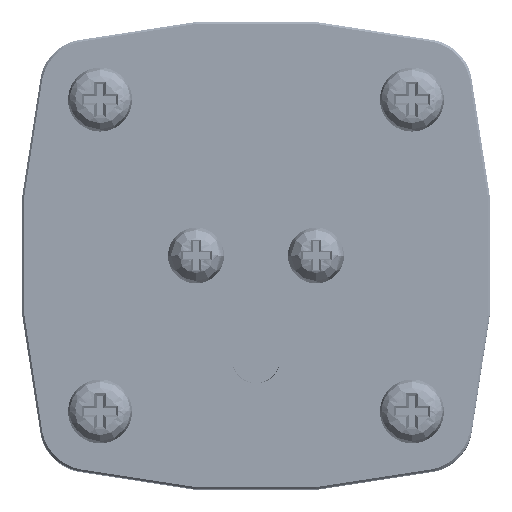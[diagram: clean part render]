
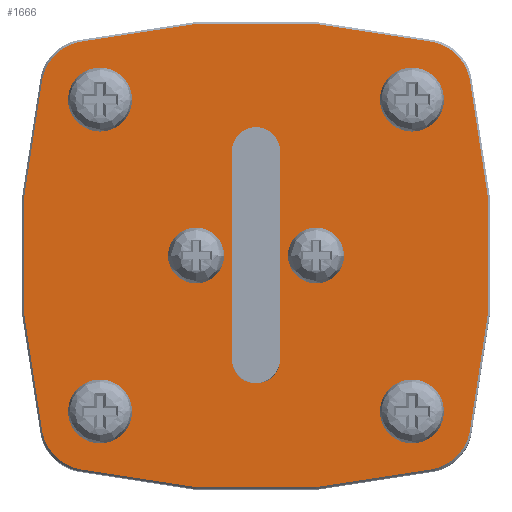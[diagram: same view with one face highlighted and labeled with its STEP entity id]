
A CAD part, top view. The second image highlights one B-rep face of the part: STEP entity #1666.
In plain terms, the highlighted planar face has unit normal (0, 0, 1).
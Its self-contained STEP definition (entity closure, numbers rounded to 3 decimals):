
#616=FACE_BOUND('',#3517,.T.);
#617=FACE_BOUND('',#3518,.T.);
#618=FACE_BOUND('',#3519,.T.);
#619=FACE_BOUND('',#3520,.T.);
#620=FACE_BOUND('',#3521,.T.);
#621=FACE_BOUND('',#3522,.T.);
#622=FACE_BOUND('',#3523,.T.);
#623=FACE_BOUND('',#3524,.T.);
#1666=ADVANCED_FACE('',(#616,#617,#618,#619,#620,#621,#622,#623),#2201,
 .T.);
#2201=PLANE('',#12764);
#3517=EDGE_LOOP('',(#6761,#6762,#6763,#6764,#6765,#6766,#6767,#6768));
#3518=EDGE_LOOP('',(#6769));
#3519=EDGE_LOOP('',(#6770));
#3520=EDGE_LOOP('',(#6771));
#3521=EDGE_LOOP('',(#6772));
#3522=EDGE_LOOP('',(#6773));
#3523=EDGE_LOOP('',(#6774));
#3524=EDGE_LOOP('',(#6775,#6776,#6777,#6778));
#3983=CIRCLE('',#12716,3.);
#3985=CIRCLE('',#12720,98.);
#3987=CIRCLE('',#12723,6.);
#3989=CIRCLE('',#12726,98.);
#3991=CIRCLE('',#12729,6.);
#3993=CIRCLE('',#12732,98.);
#3995=CIRCLE('',#12735,6.);
#3997=CIRCLE('',#12738,98.);
#3998=CIRCLE('',#12740,2.5);
#4000=CIRCLE('',#12743,2.5);
#4002=CIRCLE('',#12746,2.3);
#4004=CIRCLE('',#12749,2.3);
#4006=CIRCLE('',#12752,2.5);
#4008=CIRCLE('',#12755,2.5);
#4011=CIRCLE('',#12759,6.);
#4013=CIRCLE('',#12762,3.);
#6761=ORIENTED_EDGE('',*,*,#9881,.T.);
#6762=ORIENTED_EDGE('',*,*,#9885,.T.);
#6763=ORIENTED_EDGE('',*,*,#9888,.T.);
#6764=ORIENTED_EDGE('',*,*,#9891,.T.);
#6765=ORIENTED_EDGE('',*,*,#9894,.T.);
#6766=ORIENTED_EDGE('',*,*,#9897,.T.);
#6767=ORIENTED_EDGE('',*,*,#9900,.T.);
#6768=ORIENTED_EDGE('',*,*,#9914,.T.);
#6769=ORIENTED_EDGE('',*,*,#9911,.F.);
#6770=ORIENTED_EDGE('',*,*,#9909,.F.);
#6771=ORIENTED_EDGE('',*,*,#9907,.F.);
#6772=ORIENTED_EDGE('',*,*,#9905,.F.);
#6773=ORIENTED_EDGE('',*,*,#9903,.F.);
#6774=ORIENTED_EDGE('',*,*,#9901,.F.);
#6775=ORIENTED_EDGE('',*,*,#9916,.T.);
#6776=ORIENTED_EDGE('',*,*,#9871,.T.);
#6777=ORIENTED_EDGE('',*,*,#9875,.T.);
#6778=ORIENTED_EDGE('',*,*,#9878,.T.);
#8325=VERTEX_POINT('',#59801);
#8326=VERTEX_POINT('',#59803);
#8328=VERTEX_POINT('',#59809);
#8330=VERTEX_POINT('',#59815);
#8333=VERTEX_POINT('',#59822);
#8334=VERTEX_POINT('',#59824);
#8336=VERTEX_POINT('',#59830);
#8338=VERTEX_POINT('',#59836);
#8340=VERTEX_POINT('',#59842);
#8342=VERTEX_POINT('',#59848);
#8344=VERTEX_POINT('',#59854);
#8346=VERTEX_POINT('',#59860);
#8347=VERTEX_POINT('',#59864);
#8349=VERTEX_POINT('',#59869);
#8351=VERTEX_POINT('',#59874);
#8353=VERTEX_POINT('',#59879);
#8355=VERTEX_POINT('',#59884);
#8357=VERTEX_POINT('',#59889);
#9871=EDGE_CURVE('',#8326,#8325,#10957,.T.);
#9875=EDGE_CURVE('',#8325,#8328,#3983,.T.);
#9878=EDGE_CURVE('',#8328,#8330,#10962,.T.);
#9881=EDGE_CURVE('',#8334,#8333,#3985,.T.);
#9885=EDGE_CURVE('',#8333,#8336,#3987,.T.);
#9888=EDGE_CURVE('',#8336,#8338,#3989,.T.);
#9891=EDGE_CURVE('',#8338,#8340,#3991,.T.);
#9894=EDGE_CURVE('',#8340,#8342,#3993,.T.);
#9897=EDGE_CURVE('',#8342,#8344,#3995,.T.);
#9900=EDGE_CURVE('',#8344,#8346,#3997,.T.);
#9901=EDGE_CURVE('',#8347,#8347,#3998,.T.);
#9903=EDGE_CURVE('',#8349,#8349,#4000,.T.);
#9905=EDGE_CURVE('',#8351,#8351,#4002,.T.);
#9907=EDGE_CURVE('',#8353,#8353,#4004,.T.);
#9909=EDGE_CURVE('',#8355,#8355,#4006,.T.);
#9911=EDGE_CURVE('',#8357,#8357,#4008,.T.);
#9914=EDGE_CURVE('',#8346,#8334,#4011,.T.);
#9916=EDGE_CURVE('',#8330,#8326,#4013,.T.);
#10957=LINE('',#59802,#11835);
#10962=LINE('',#59816,#11840);
#11835=VECTOR('',#15183,1.);
#11840=VECTOR('',#15196,1.);
#12716=AXIS2_PLACEMENT_3D('',#59810,#15190,#15191);
#12720=AXIS2_PLACEMENT_3D('',#59823,#15202,#15203);
#12723=AXIS2_PLACEMENT_3D('',#59831,#15210,#15211);
#12726=AXIS2_PLACEMENT_3D('',#59837,#15217,#15218);
#12729=AXIS2_PLACEMENT_3D('',#59843,#15224,#15225);
#12732=AXIS2_PLACEMENT_3D('',#59849,#15231,#15232);
#12735=AXIS2_PLACEMENT_3D('',#59855,#15238,#15239);
#12738=AXIS2_PLACEMENT_3D('',#59861,#15245,#15246);
#12740=AXIS2_PLACEMENT_3D('',#59863,#15249,#15250);
#12743=AXIS2_PLACEMENT_3D('',#59868,#15255,#15256);
#12746=AXIS2_PLACEMENT_3D('',#59873,#15261,#15262);
#12749=AXIS2_PLACEMENT_3D('',#59878,#15267,#15268);
#12752=AXIS2_PLACEMENT_3D('',#59883,#15273,#15274);
#12755=AXIS2_PLACEMENT_3D('',#59888,#15279,#15280);
#12759=AXIS2_PLACEMENT_3D('',#59894,#15287,#15288);
#12762=AXIS2_PLACEMENT_3D('',#59897,#15293,#15294);
#12764=AXIS2_PLACEMENT_3D('',#59899,#15297,#15298);
#15183=DIRECTION('',(0.,1.,0.));
#15190=DIRECTION('',(0.,0.,-1.));
#15191=DIRECTION('',(1.,0.,0.));
#15196=DIRECTION('',(0.,-1.,0.));
#15202=DIRECTION('',(0.,0.,1.));
#15203=DIRECTION('',(1.,0.,0.));
#15210=DIRECTION('',(0.,0.,1.));
#15211=DIRECTION('',(1.,0.,0.));
#15217=DIRECTION('',(0.,0.,1.));
#15218=DIRECTION('',(1.,0.,0.));
#15224=DIRECTION('',(0.,0.,1.));
#15225=DIRECTION('',(1.,0.,0.));
#15231=DIRECTION('',(0.,0.,1.));
#15232=DIRECTION('',(1.,0.,0.));
#15238=DIRECTION('',(0.,0.,1.));
#15239=DIRECTION('',(1.,0.,0.));
#15245=DIRECTION('',(0.,0.,1.));
#15246=DIRECTION('',(1.,0.,0.));
#15249=DIRECTION('',(0.,0.,1.));
#15250=DIRECTION('',(1.,0.,0.));
#15255=DIRECTION('',(0.,0.,1.));
#15256=DIRECTION('',(1.,0.,0.));
#15261=DIRECTION('',(0.,0.,1.));
#15262=DIRECTION('',(1.,0.,0.));
#15267=DIRECTION('',(0.,0.,1.));
#15268=DIRECTION('',(1.,0.,0.));
#15273=DIRECTION('',(0.,0.,1.));
#15274=DIRECTION('',(1.,0.,0.));
#15279=DIRECTION('',(0.,0.,1.));
#15280=DIRECTION('',(1.,0.,0.));
#15287=DIRECTION('',(0.,0.,1.));
#15288=DIRECTION('',(1.,0.,0.));
#15293=DIRECTION('',(0.,0.,-1.));
#15294=DIRECTION('',(1.,0.,0.));
#15297=DIRECTION('',(0.,0.,1.));
#15298=DIRECTION('',(1.,0.,0.));
#59801=CARTESIAN_POINT('',(-12.238,-54.541,75.308));
#59802=CARTESIAN_POINT('',(-12.238,-80.541,75.308));
#59803=CARTESIAN_POINT('',(-12.238,-80.541,75.308));
#59809=CARTESIAN_POINT('',(-6.238,-54.541,75.308));
#59810=CARTESIAN_POINT('',(-9.238,-54.541,75.308));
#59815=CARTESIAN_POINT('',(-6.238,-80.541,75.308));
#59816=CARTESIAN_POINT('',(-6.238,-54.541,75.308));
#59822=CARTESIAN_POINT('',(-35.937,-89.756,75.308));
#59823=CARTESIAN_POINT('',(59.512,-67.541,75.308));
#59824=CARTESIAN_POINT('',(-35.937,-45.326,75.308));
#59830=CARTESIAN_POINT('',(-31.453,-94.24,75.308));
#59831=CARTESIAN_POINT('',(-30.093,-88.396,75.308));
#59836=CARTESIAN_POINT('',(12.977,-94.24,75.308));
#59837=CARTESIAN_POINT('',(-9.238,1.209,75.308));
#59842=CARTESIAN_POINT('',(17.461,-89.756,75.308));
#59843=CARTESIAN_POINT('',(11.617,-88.396,75.308));
#59848=CARTESIAN_POINT('',(17.461,-45.326,75.308));
#59849=CARTESIAN_POINT('',(-77.988,-67.541,75.308));
#59854=CARTESIAN_POINT('',(12.977,-40.842,75.308));
#59855=CARTESIAN_POINT('',(11.617,-46.686,75.308));
#59860=CARTESIAN_POINT('',(-31.453,-40.842,75.308));
#59861=CARTESIAN_POINT('',(-9.238,-136.291,75.308));
#59863=CARTESIAN_POINT('',(10.262,-48.041,75.308));
#59864=CARTESIAN_POINT('',(12.762,-48.041,75.308));
#59868=CARTESIAN_POINT('',(10.262,-87.041,75.308));
#59869=CARTESIAN_POINT('',(12.762,-87.041,75.308));
#59873=CARTESIAN_POINT('',(-1.738,-67.541,75.308));
#59874=CARTESIAN_POINT('',(0.562,-67.541,75.308));
#59878=CARTESIAN_POINT('',(-16.738,-67.541,75.308));
#59879=CARTESIAN_POINT('',(-14.438,-67.541,75.308));
#59883=CARTESIAN_POINT('',(-28.738,-48.041,75.308));
#59884=CARTESIAN_POINT('',(-26.238,-48.041,75.308));
#59888=CARTESIAN_POINT('',(-28.738,-87.041,75.308));
#59889=CARTESIAN_POINT('',(-26.238,-87.041,75.308));
#59894=CARTESIAN_POINT('',(-30.093,-46.686,75.308));
#59897=CARTESIAN_POINT('',(-9.238,-80.541,75.308));
#59899=CARTESIAN_POINT('',(59.512,-67.541,75.308));
